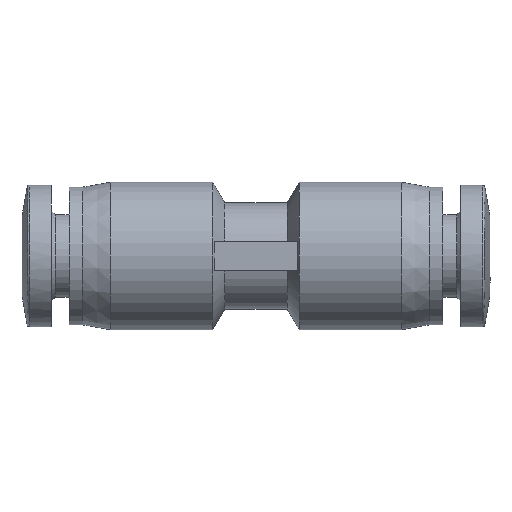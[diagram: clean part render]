
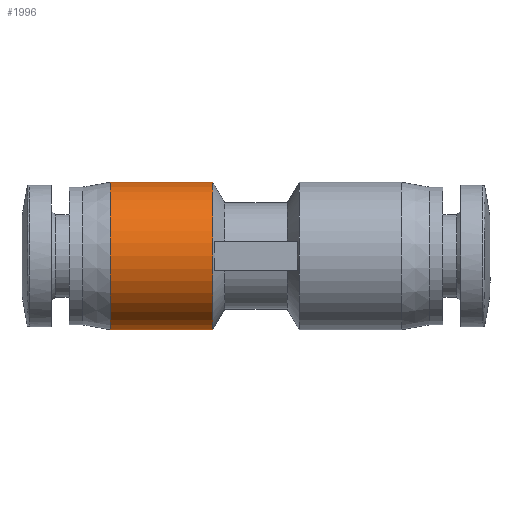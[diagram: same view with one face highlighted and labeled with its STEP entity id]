
A CAD part, left-side view. The second image highlights one B-rep face of the part: STEP entity #1996.
In plain terms, the highlighted cylindrical face has radius 3.75 mm (diameter 7.5 mm), a partial arc.
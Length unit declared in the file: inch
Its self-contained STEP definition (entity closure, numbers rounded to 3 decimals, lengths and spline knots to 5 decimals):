
#20 = CARTESIAN_POINT ( 'NONE',  ( 0., 0.18898, 0. ) ) ;
#26 = AXIS2_PLACEMENT_3D ( 'NONE', #20, #2397, #54 ) ;
#54 = DIRECTION ( 'NONE',  ( 0., 0., 1. ) ) ;
#264 = AXIS2_PLACEMENT_3D ( 'NONE', #2858, #578, #3205 ) ;
#315 = VECTOR ( 'NONE', #3334, 39.37008 ) ;
#424 = ORIENTED_EDGE ( 'NONE', *, *, #2852, .F. ) ;
#578 = DIRECTION ( 'NONE',  ( 0., -1., 0. ) ) ;
#672 = VERTEX_POINT ( 'NONE', #1230 ) ;
#797 = VERTEX_POINT ( 'NONE', #3449 ) ;
#1230 = CARTESIAN_POINT ( 'NONE',  ( 0., 0.08661, 0.14764 ) ) ;
#1278 = CARTESIAN_POINT ( 'NONE',  ( 0., 0.18898, 0.14764 ) ) ;
#1293 = VERTEX_POINT ( 'NONE', #4551 ) ;
#1332 = EDGE_CURVE ( 'NONE', #1293, #672, #4645, .T. ) ;
#1469 = ORIENTED_EDGE ( 'NONE', *, *, #1332, .T. ) ;
#1658 = DIRECTION ( 'NONE',  ( 0., 1., 0. ) ) ;
#1790 = CARTESIAN_POINT ( 'NONE',  ( 0., 0.08661, 0. ) ) ;
#1792 = ORIENTED_EDGE ( 'NONE', *, *, #3590, .T. ) ;
#1836 = CIRCLE ( 'NONE', #264, 0.14764 ) ;
#1996 = ADVANCED_FACE ( 'NONE', ( #3002 ), #4709, .T. ) ;
#2174 = DIRECTION ( 'NONE',  ( 0., 0., 1. ) ) ;
#2282 = VERTEX_POINT ( 'NONE', #3746 ) ;
#2397 = DIRECTION ( 'NONE',  ( 0., 1., 0. ) ) ;
#2428 = EDGE_LOOP ( 'NONE', ( #424, #1469, #2757, #1792 ) ) ;
#2757 = ORIENTED_EDGE ( 'NONE', *, *, #4611, .T. ) ;
#2805 = AXIS2_PLACEMENT_3D ( 'NONE', #1790, #4243, #2174 ) ;
#2852 = EDGE_CURVE ( 'NONE', #1293, #797, #3428, .T. ) ;
#2858 = CARTESIAN_POINT ( 'NONE',  ( 0., 0.29134, 0. ) ) ;
#2931 = VECTOR ( 'NONE', #1658, 39.37008 ) ;
#2987 = CARTESIAN_POINT ( 'NONE',  ( 0., 0.18898, -0.14764 ) ) ;
#3002 = FACE_OUTER_BOUND ( 'NONE', #2428, .T. ) ;
#3205 = DIRECTION ( 'NONE',  ( 0., 0., 1. ) ) ;
#3334 = DIRECTION ( 'NONE',  ( 0., 1., 0. ) ) ;
#3428 = LINE ( 'NONE', #2987, #315 ) ;
#3449 = CARTESIAN_POINT ( 'NONE',  ( 0., 0.29134, -0.14764 ) ) ;
#3590 = EDGE_CURVE ( 'NONE', #2282, #797, #1836, .T. ) ;
#3746 = CARTESIAN_POINT ( 'NONE',  ( 0., 0.29134, 0.14764 ) ) ;
#4243 = DIRECTION ( 'NONE',  ( 0., 1., 0. ) ) ;
#4551 = CARTESIAN_POINT ( 'NONE',  ( 0., 0.08661, -0.14764 ) ) ;
#4611 = EDGE_CURVE ( 'NONE', #672, #2282, #4759, .T. ) ;
#4645 = CIRCLE ( 'NONE', #2805, 0.14764 ) ;
#4709 = CYLINDRICAL_SURFACE ( 'NONE', #26, 0.14764 ) ;
#4759 = LINE ( 'NONE', #1278, #2931 ) ;
